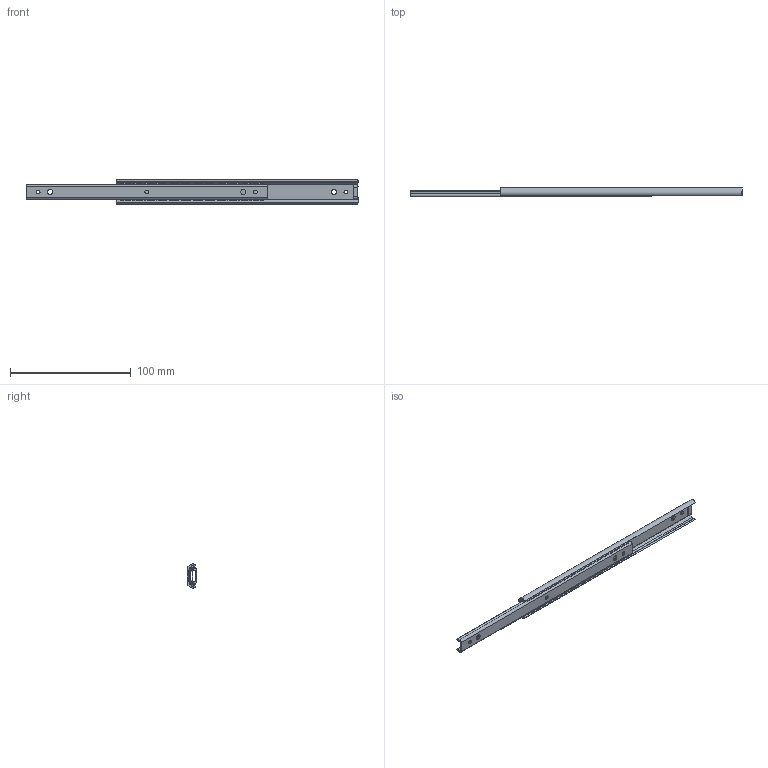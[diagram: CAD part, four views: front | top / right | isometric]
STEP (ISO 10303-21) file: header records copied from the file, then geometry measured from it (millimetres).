
FILE_DESCRIPTION((''),'2;1');
FILE_NAME('','2005-12-14T16:53:07',(''),(''),'','CADfix','');
FILE_SCHEMA(('AUTOMOTIVE_DESIGN'));
Length unit declared in the file: millimetre
Products named in the file (5): ball; retainer; member_B; member_A; TM_232_4_5694_36
Assembly tree (27 placements, depth 2):
  TM_232_4_5694_36
    ball  x24
    retainer
    member_B
    member_A
Bounding box: 275 x 8 x 20 mm (x, y, z)
Volume: 13870.2 mm3; surface area: 26279 mm2
Topology: 27 solids, 27 shells, 358 faces, 1060 edges, 752 vertices
Faces by surface type: bspline 358
Entity records: 12440 total; most frequent: CARTESIAN_POINT 6566, ORIENTED_EDGE 2028, EDGE_CURVE 1014, VERTEX_POINT 706, QUASI_UNIFORM_CURVE 484, EDGE_LOOP 380, FACE_OUTER_BOUND 312, ADVANCED_FACE 312
